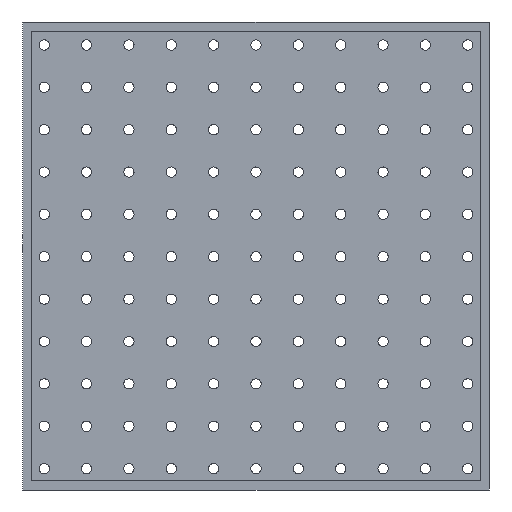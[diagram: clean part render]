
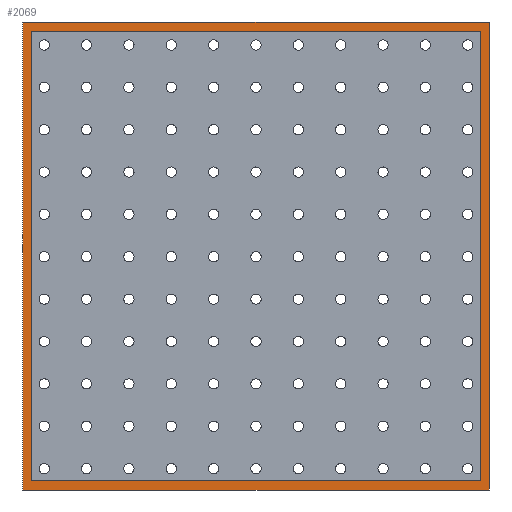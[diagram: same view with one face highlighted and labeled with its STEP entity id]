
A CAD part, front view. The second image highlights one B-rep face of the part: STEP entity #2069.
In plain terms, the highlighted planar face has unit normal (0, -1, 0).
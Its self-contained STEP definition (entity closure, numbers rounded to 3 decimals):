
#80 = CARTESIAN_POINT ( 'NONE',  ( -136.536, 0., -136.998 ) ) ;
#202 = LINE ( 'NONE', #5914, #4647 ) ;
#365 = CARTESIAN_POINT ( 'NONE',  ( 136.536, 0., 136.998 ) ) ;
#545 = VECTOR ( 'NONE', #8091, 1000. ) ;
#615 = ORIENTED_EDGE ( 'NONE', *, *, #2537, .F. ) ;
#711 = VECTOR ( 'NONE', #5833, 1000. ) ;
#755 = FACE_OUTER_BOUND ( 'NONE', #2756, .T. ) ;
#900 = VERTEX_POINT ( 'NONE', #4811 ) ;
#976 = LINE ( 'NONE', #6819, #8269 ) ;
#997 = ORIENTED_EDGE ( 'NONE', *, *, #2949, .F. ) ;
#1174 = ORIENTED_EDGE ( 'NONE', *, *, #7942, .F. ) ;
#1259 = VECTOR ( 'NONE', #4988, 1000. ) ;
#1551 = DIRECTION ( 'NONE',  ( 0., -1., 0. ) ) ;
#1632 = EDGE_CURVE ( 'NONE', #6716, #3381, #202, .T. ) ;
#2069 = ADVANCED_FACE ( 'NONE', ( #7162, #755 ), #4398, .T. ) ;
#2373 = VERTEX_POINT ( 'NONE', #9195 ) ;
#2415 = DIRECTION ( 'NONE',  ( 0., 0., -1. ) ) ;
#2448 = VERTEX_POINT ( 'NONE', #2986 ) ;
#2486 = DIRECTION ( 'NONE',  ( 0., 0., 1. ) ) ;
#2537 = EDGE_CURVE ( 'NONE', #3381, #5019, #8658, .T. ) ;
#2634 = CARTESIAN_POINT ( 'NONE',  ( -136.536, 0., -136.998 ) ) ;
#2756 = EDGE_LOOP ( 'NONE', ( #7282, #615, #4202, #997 ) ) ;
#2839 = LINE ( 'NONE', #80, #1259 ) ;
#2949 = EDGE_CURVE ( 'NONE', #2448, #6716, #2839, .T. ) ;
#2986 = CARTESIAN_POINT ( 'NONE',  ( 136.536, 0., -136.998 ) ) ;
#3098 = CARTESIAN_POINT ( 'NONE',  ( 131.536, 0., 131.536 ) ) ;
#3102 = VECTOR ( 'NONE', #8946, 1000. ) ;
#3176 = DIRECTION ( 'NONE',  ( 1., 0., 0. ) ) ;
#3381 = VERTEX_POINT ( 'NONE', #7309 ) ;
#4202 = ORIENTED_EDGE ( 'NONE', *, *, #1632, .F. ) ;
#4301 = EDGE_CURVE ( 'NONE', #900, #2373, #4754, .T. ) ;
#4304 = VERTEX_POINT ( 'NONE', #7709 ) ;
#4398 = PLANE ( 'NONE',  #4815 ) ;
#4576 = CARTESIAN_POINT ( 'NONE',  ( -136.536, 0., 136.998 ) ) ;
#4647 = VECTOR ( 'NONE', #2486, 1000. ) ;
#4754 = LINE ( 'NONE', #6157, #4919 ) ;
#4794 = CARTESIAN_POINT ( 'NONE',  ( 131.536, 0., 131.536 ) ) ;
#4811 = CARTESIAN_POINT ( 'NONE',  ( -131.536, 0., -131.536 ) ) ;
#4815 = AXIS2_PLACEMENT_3D ( 'NONE', #7958, #1551, #6458 ) ;
#4848 = ORIENTED_EDGE ( 'NONE', *, *, #4301, .F. ) ;
#4849 = DIRECTION ( 'NONE',  ( 1., 0., 0. ) ) ;
#4919 = VECTOR ( 'NONE', #4849, 1000. ) ;
#4988 = DIRECTION ( 'NONE',  ( -1., 0., 0. ) ) ;
#5019 = VERTEX_POINT ( 'NONE', #5367 ) ;
#5367 = CARTESIAN_POINT ( 'NONE',  ( 136.536, 0., 136.998 ) ) ;
#5394 = EDGE_CURVE ( 'NONE', #4304, #900, #976, .T. ) ;
#5652 = CARTESIAN_POINT ( 'NONE',  ( 131.536, 0., 131.536 ) ) ;
#5716 = VECTOR ( 'NONE', #3176, 1000. ) ;
#5833 = DIRECTION ( 'NONE',  ( 0., 0., 1. ) ) ;
#5914 = CARTESIAN_POINT ( 'NONE',  ( -136.536, 0., 136.998 ) ) ;
#6157 = CARTESIAN_POINT ( 'NONE',  ( 131.536, 0., -131.536 ) ) ;
#6458 = DIRECTION ( 'NONE',  ( 0., 0., -1. ) ) ;
#6685 = LINE ( 'NONE', #3098, #545 ) ;
#6716 = VERTEX_POINT ( 'NONE', #2634 ) ;
#6776 = LINE ( 'NONE', #365, #3102 ) ;
#6819 = CARTESIAN_POINT ( 'NONE',  ( -131.536, 0., 131.536 ) ) ;
#7069 = ORIENTED_EDGE ( 'NONE', *, *, #8214, .F. ) ;
#7162 = FACE_BOUND ( 'NONE', #8456, .T. ) ;
#7282 = ORIENTED_EDGE ( 'NONE', *, *, #8047, .F. ) ;
#7309 = CARTESIAN_POINT ( 'NONE',  ( -136.536, 0., 136.998 ) ) ;
#7709 = CARTESIAN_POINT ( 'NONE',  ( -131.536, 0., 131.536 ) ) ;
#7942 = EDGE_CURVE ( 'NONE', #8483, #4304, #6685, .T. ) ;
#7958 = CARTESIAN_POINT ( 'NONE',  ( 0., 0., 0. ) ) ;
#8047 = EDGE_CURVE ( 'NONE', #5019, #2448, #6776, .T. ) ;
#8091 = DIRECTION ( 'NONE',  ( -1., 0., 0. ) ) ;
#8214 = EDGE_CURVE ( 'NONE', #2373, #8483, #8651, .T. ) ;
#8269 = VECTOR ( 'NONE', #2415, 1000. ) ;
#8456 = EDGE_LOOP ( 'NONE', ( #8689, #1174, #7069, #4848 ) ) ;
#8483 = VERTEX_POINT ( 'NONE', #4794 ) ;
#8651 = LINE ( 'NONE', #5652, #711 ) ;
#8658 = LINE ( 'NONE', #4576, #5716 ) ;
#8689 = ORIENTED_EDGE ( 'NONE', *, *, #5394, .F. ) ;
#8946 = DIRECTION ( 'NONE',  ( 0., 0., -1. ) ) ;
#9195 = CARTESIAN_POINT ( 'NONE',  ( 131.536, 0., -131.536 ) ) ;
